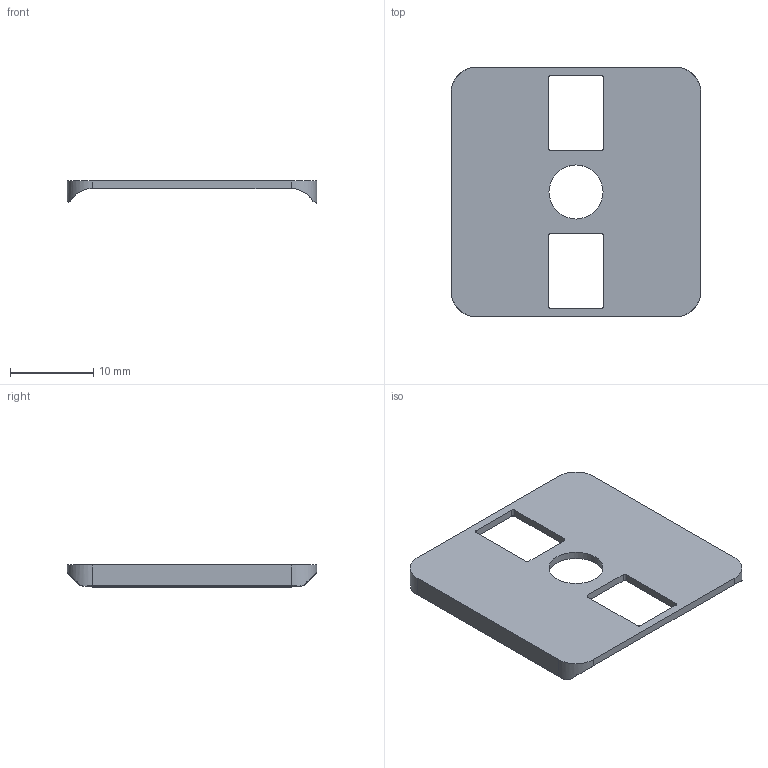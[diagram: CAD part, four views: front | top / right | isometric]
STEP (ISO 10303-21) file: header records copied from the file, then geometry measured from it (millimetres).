
FILE_DESCRIPTION(/* description */ ('KriTec_Radiendichtung_6_30x30_grau_aehnlich_RAL_7042'),/* implementation_level */ '2;1');
FILE_NAME(/* name */ '13309_KriTec_Radiendichtung_6_30x30_grau_aehnlich_RAL_7042.stp',/* time_stamp */ '2021-02-05T14:15:42+01:00',/* author */ ('Nell'),/* organization */ (''),/* preprocessor_version */ 'ST-DEVELOPER v17',/* originating_system */ 'Autodesk Inventor 2018',/* authorisation */ '');
FILE_SCHEMA (('AUTOMOTIVE_DESIGN { 1 0 10303 214 3 1 1 }'));
Length unit declared in the file: millimetre
Products named in the file (1): 13309
Bounding box: 30 x 30 x 2.65 mm (x, y, z)
Volume: 777.3 mm3; surface area: 1790.7 mm2
Topology: 1 solids, 1 shells, 43 faces, 123 edges, 82 vertices
Faces by surface type: plane 30, cylinder 13
Full cylindrical faces by diameter (mm): 6.5 x1
Entity records: 1484 total; most frequent: DIRECTION 267, CARTESIAN_POINT 249, ORIENTED_EDGE 246, EDGE_CURVE 123, AXIS2_PLACEMENT_3D 100, VERTEX_POINT 82, LINE 67, VECTOR 67
